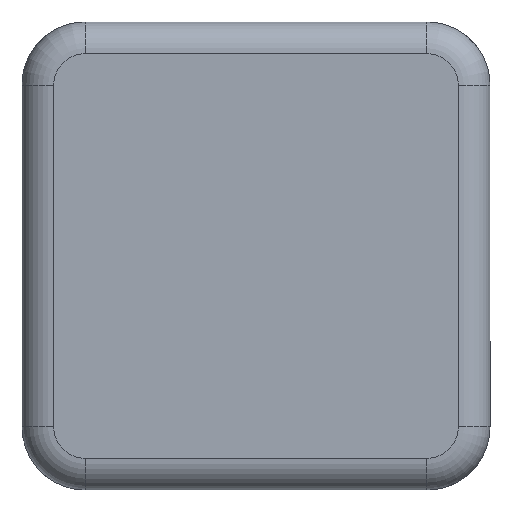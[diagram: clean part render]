
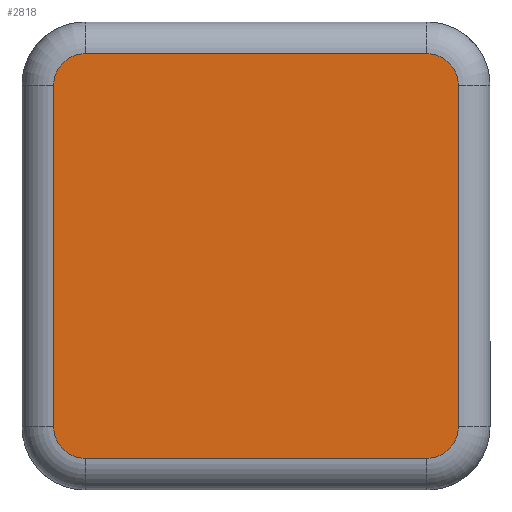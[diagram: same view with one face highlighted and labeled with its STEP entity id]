
A CAD part, front view. The second image highlights one B-rep face of the part: STEP entity #2818.
In plain terms, the highlighted planar face has unit normal (0, -1, 0).
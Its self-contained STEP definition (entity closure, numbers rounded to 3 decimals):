
#15 = EDGE_CURVE ( 'NONE', #367, #2314, #3087, .T. ) ;
#68 = EDGE_LOOP ( 'NONE', ( #1584, #1725, #2138, #1597, #3174, #215, #879, #1347 ) ) ;
#109 = EDGE_CURVE ( 'NONE', #2125, #2843, #743, .T. ) ;
#120 = DIRECTION ( 'NONE',  ( 0., 0., -1. ) ) ;
#156 = DIRECTION ( 'NONE',  ( -1., 0., 0. ) ) ;
#171 = CARTESIAN_POINT ( 'NONE',  ( 27., 0., -27. ) ) ;
#205 = DIRECTION ( 'NONE',  ( 0., 0., -1. ) ) ;
#215 = ORIENTED_EDGE ( 'NONE', *, *, #955, .T. ) ;
#367 = VERTEX_POINT ( 'NONE', #646 ) ;
#481 = VECTOR ( 'NONE', #156, 1000. ) ;
#483 = CARTESIAN_POINT ( 'NONE',  ( 32., 0., 27. ) ) ;
#576 = VECTOR ( 'NONE', #120, 1000. ) ;
#631 = AXIS2_PLACEMENT_3D ( 'NONE', #1318, #2083, #1808 ) ;
#636 = VECTOR ( 'NONE', #3051, 1000. ) ;
#646 = CARTESIAN_POINT ( 'NONE',  ( -27., 0., -32. ) ) ;
#687 = EDGE_CURVE ( 'NONE', #2843, #1888, #1374, .T. ) ;
#708 = EDGE_CURVE ( 'NONE', #1888, #367, #1704, .T. ) ;
#719 = DIRECTION ( 'NONE',  ( 0., 0., -1. ) ) ;
#743 = CIRCLE ( 'NONE', #631, 5. ) ;
#798 = CARTESIAN_POINT ( 'NONE',  ( 27., 0., -32. ) ) ;
#851 = PLANE ( 'NONE',  #2445 ) ;
#879 = ORIENTED_EDGE ( 'NONE', *, *, #3112, .T. ) ;
#884 = CARTESIAN_POINT ( 'NONE',  ( 27., 0., -32. ) ) ;
#886 = DIRECTION ( 'NONE',  ( 0., -1., 0. ) ) ;
#945 = CARTESIAN_POINT ( 'NONE',  ( -27., 0., -27. ) ) ;
#948 = CARTESIAN_POINT ( 'NONE',  ( -27., 0., 32. ) ) ;
#955 = EDGE_CURVE ( 'NONE', #2691, #2885, #2026, .T. ) ;
#1118 = FACE_OUTER_BOUND ( 'NONE', #68, .T. ) ;
#1150 = CARTESIAN_POINT ( 'NONE',  ( -32., 0., 27. ) ) ;
#1224 = CARTESIAN_POINT ( 'NONE',  ( 27., 0., 27. ) ) ;
#1318 = CARTESIAN_POINT ( 'NONE',  ( -27., 0., 27. ) ) ;
#1347 = ORIENTED_EDGE ( 'NONE', *, *, #109, .T. ) ;
#1374 = LINE ( 'NONE', #1410, #576 ) ;
#1410 = CARTESIAN_POINT ( 'NONE',  ( -32., 0., -27. ) ) ;
#1466 = CARTESIAN_POINT ( 'NONE',  ( -32., 0., -27. ) ) ;
#1584 = ORIENTED_EDGE ( 'NONE', *, *, #687, .T. ) ;
#1597 = ORIENTED_EDGE ( 'NONE', *, *, #3050, .T. ) ;
#1671 = CARTESIAN_POINT ( 'NONE',  ( 27., 0., 32. ) ) ;
#1704 = CIRCLE ( 'NONE', #2604, 5. ) ;
#1725 = ORIENTED_EDGE ( 'NONE', *, *, #708, .T. ) ;
#1808 = DIRECTION ( 'NONE',  ( 0., 0., -1. ) ) ;
#1888 = VERTEX_POINT ( 'NONE', #1466 ) ;
#1895 = DIRECTION ( 'NONE',  ( 0., 0., -1. ) ) ;
#1919 = CIRCLE ( 'NONE', #3319, 5. ) ;
#1934 = EDGE_CURVE ( 'NONE', #3254, #2691, #1955, .T. ) ;
#1955 = LINE ( 'NONE', #483, #636 ) ;
#1992 = DIRECTION ( 'NONE',  ( 0., -1., 0. ) ) ;
#2026 = CIRCLE ( 'NONE', #2878, 5. ) ;
#2083 = DIRECTION ( 'NONE',  ( 0., -1., 0. ) ) ;
#2115 = DIRECTION ( 'NONE',  ( 1., 0., 0. ) ) ;
#2125 = VERTEX_POINT ( 'NONE', #2973 ) ;
#2138 = ORIENTED_EDGE ( 'NONE', *, *, #15, .T. ) ;
#2224 = DIRECTION ( 'NONE',  ( 0., -1., 0. ) ) ;
#2285 = VECTOR ( 'NONE', #2115, 1000. ) ;
#2314 = VERTEX_POINT ( 'NONE', #884 ) ;
#2397 = DIRECTION ( 'NONE',  ( 0., 0., -1. ) ) ;
#2445 = AXIS2_PLACEMENT_3D ( 'NONE', #2907, #886, #2397 ) ;
#2604 = AXIS2_PLACEMENT_3D ( 'NONE', #945, #2970, #1895 ) ;
#2630 = CARTESIAN_POINT ( 'NONE',  ( 32., 0., 27. ) ) ;
#2691 = VERTEX_POINT ( 'NONE', #2630 ) ;
#2818 = ADVANCED_FACE ( 'NONE', ( #1118 ), #851, .T. ) ;
#2843 = VERTEX_POINT ( 'NONE', #1150 ) ;
#2878 = AXIS2_PLACEMENT_3D ( 'NONE', #1224, #1992, #719 ) ;
#2885 = VERTEX_POINT ( 'NONE', #1671 ) ;
#2907 = CARTESIAN_POINT ( 'NONE',  ( -27., 0., 27. ) ) ;
#2970 = DIRECTION ( 'NONE',  ( 0., -1., 0. ) ) ;
#2973 = CARTESIAN_POINT ( 'NONE',  ( -27., 0., 32. ) ) ;
#3048 = CARTESIAN_POINT ( 'NONE',  ( 32., 0., -27. ) ) ;
#3050 = EDGE_CURVE ( 'NONE', #2314, #3254, #1919, .T. ) ;
#3051 = DIRECTION ( 'NONE',  ( 0., 0., 1. ) ) ;
#3087 = LINE ( 'NONE', #798, #2285 ) ;
#3112 = EDGE_CURVE ( 'NONE', #2885, #2125, #3246, .T. ) ;
#3174 = ORIENTED_EDGE ( 'NONE', *, *, #1934, .T. ) ;
#3246 = LINE ( 'NONE', #948, #481 ) ;
#3254 = VERTEX_POINT ( 'NONE', #3048 ) ;
#3319 = AXIS2_PLACEMENT_3D ( 'NONE', #171, #2224, #205 ) ;
